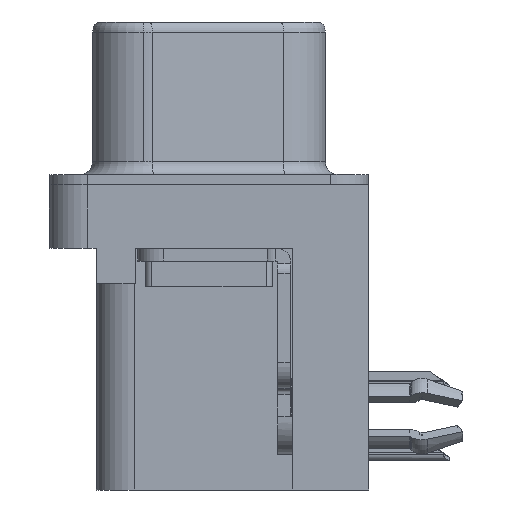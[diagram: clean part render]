
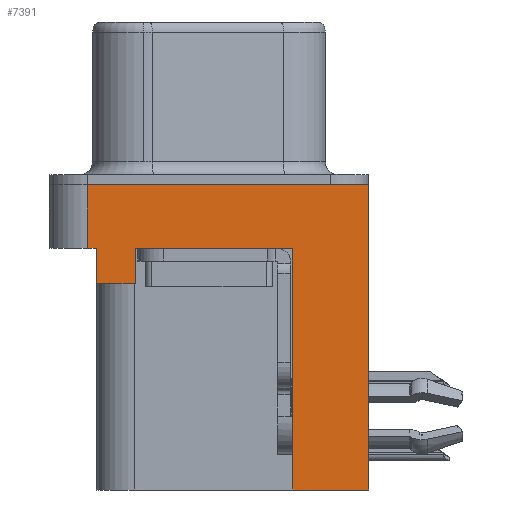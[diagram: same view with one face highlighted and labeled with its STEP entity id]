
A CAD part, left-side view. The second image highlights one B-rep face of the part: STEP entity #7391.
In plain terms, the highlighted planar face has unit normal (-1, 0, 0).
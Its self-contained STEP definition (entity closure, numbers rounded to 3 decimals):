
#30 = PLANE ( 'NONE',  #18021 ) ;
#165 = LINE ( 'NONE', #24761, #5471 ) ;
#241 = EDGE_CURVE ( 'NONE', #12547, #24611, #11374, .T. ) ;
#361 = LINE ( 'NONE', #26468, #22726 ) ;
#1005 = CARTESIAN_POINT ( 'NONE',  ( -2.91, 2.895, -3.9 ) ) ;
#1516 = ORIENTED_EDGE ( 'NONE', *, *, #241, .T. ) ;
#1541 = VERTEX_POINT ( 'NONE', #26883 ) ;
#2113 = CARTESIAN_POINT ( 'NONE',  ( -2.91, 4.775, -2.5 ) ) ;
#2587 = EDGE_CURVE ( 'NONE', #6561, #24611, #15460, .T. ) ;
#2733 = ORIENTED_EDGE ( 'NONE', *, *, #23701, .F. ) ;
#2968 = CARTESIAN_POINT ( 'NONE',  ( -2.91, -3.295, -12. ) ) ;
#2990 = EDGE_CURVE ( 'NONE', #15953, #24567, #361, .T. ) ;
#3316 = FACE_OUTER_BOUND ( 'NONE', #12134, .T. ) ;
#4765 = DIRECTION ( 'NONE',  ( 0., -1., 0. ) ) ;
#5174 = ORIENTED_EDGE ( 'NONE', *, *, #13163, .T. ) ;
#5471 = VECTOR ( 'NONE', #26766, 1000. ) ;
#6021 = VECTOR ( 'NONE', #22986, 1000. ) ;
#6561 = VERTEX_POINT ( 'NONE', #14711 ) ;
#6711 = VECTOR ( 'NONE', #25130, 1000. ) ;
#6937 = CARTESIAN_POINT ( 'NONE',  ( -2.91, 2.895, -2.5 ) ) ;
#7391 = ADVANCED_FACE ( 'NONE', ( #3316 ), #30, .T. ) ;
#7683 = VECTOR ( 'NONE', #26955, 1000. ) ;
#8663 = EDGE_CURVE ( 'NONE', #25116, #15953, #15104, .T. ) ;
#8902 = DIRECTION ( 'NONE',  ( 0., 0., 1. ) ) ;
#8962 = CARTESIAN_POINT ( 'NONE',  ( -2.91, -6.275, -2.5 ) ) ;
#9081 = VERTEX_POINT ( 'NONE', #21438 ) ;
#10018 = EDGE_CURVE ( 'NONE', #12157, #9081, #11812, .T. ) ;
#10843 = ORIENTED_EDGE ( 'NONE', *, *, #2587, .F. ) ;
#11296 = ORIENTED_EDGE ( 'NONE', *, *, #2990, .T. ) ;
#11374 = LINE ( 'NONE', #8962, #22858 ) ;
#11581 = DIRECTION ( 'NONE',  ( 0., -1., 0. ) ) ;
#11811 = CARTESIAN_POINT ( 'NONE',  ( -2.91, -6.275, -2.5 ) ) ;
#11812 = LINE ( 'NONE', #2968, #13561 ) ;
#12134 = EDGE_LOOP ( 'NONE', ( #12802, #13611, #1516, #10843, #2733, #17265, #11296, #21229, #20384, #5174 ) ) ;
#12157 = VERTEX_POINT ( 'NONE', #26954 ) ;
#12547 = VERTEX_POINT ( 'NONE', #24745 ) ;
#12802 = ORIENTED_EDGE ( 'NONE', *, *, #15663, .F. ) ;
#13079 = DIRECTION ( 'NONE',  ( 0., 0., 1. ) ) ;
#13163 = EDGE_CURVE ( 'NONE', #12157, #23663, #15462, .T. ) ;
#13387 = VECTOR ( 'NONE', #11581, 1000. ) ;
#13561 = VECTOR ( 'NONE', #20535, 1000. ) ;
#13611 = ORIENTED_EDGE ( 'NONE', *, *, #28657, .F. ) ;
#14020 = LINE ( 'NONE', #19584, #24098 ) ;
#14242 = CARTESIAN_POINT ( 'NONE',  ( -2.91, -6.275, 0. ) ) ;
#14711 = CARTESIAN_POINT ( 'NONE',  ( -2.91, 4.425, -3.9 ) ) ;
#15104 = LINE ( 'NONE', #15364, #20299 ) ;
#15364 = CARTESIAN_POINT ( 'NONE',  ( -2.91, 2.895, -3.9 ) ) ;
#15460 = LINE ( 'NONE', #23077, #6021 ) ;
#15462 = LINE ( 'NONE', #21182, #6711 ) ;
#15660 = CARTESIAN_POINT ( 'NONE',  ( -2.91, -3.295, -2.5 ) ) ;
#15663 = EDGE_CURVE ( 'NONE', #1541, #23663, #18591, .T. ) ;
#15953 = VERTEX_POINT ( 'NONE', #6937 ) ;
#16785 = DIRECTION ( 'NONE',  ( -1., 0., 0. ) ) ;
#17265 = ORIENTED_EDGE ( 'NONE', *, *, #8663, .T. ) ;
#18021 = AXIS2_PLACEMENT_3D ( 'NONE', #11811, #16785, #13079 ) ;
#18591 = LINE ( 'NONE', #14242, #13387 ) ;
#19538 = DIRECTION ( 'NONE',  ( 0., -1., 0. ) ) ;
#19584 = CARTESIAN_POINT ( 'NONE',  ( -2.91, 4.425, -3.9 ) ) ;
#20299 = VECTOR ( 'NONE', #8902, 1000. ) ;
#20384 = ORIENTED_EDGE ( 'NONE', *, *, #10018, .F. ) ;
#20535 = DIRECTION ( 'NONE',  ( 0., 1., 0. ) ) ;
#21182 = CARTESIAN_POINT ( 'NONE',  ( -2.91, -6.275, -2.5 ) ) ;
#21229 = ORIENTED_EDGE ( 'NONE', *, *, #25884, .F. ) ;
#21438 = CARTESIAN_POINT ( 'NONE',  ( -2.91, -3.295, -12. ) ) ;
#22726 = VECTOR ( 'NONE', #19538, 1000. ) ;
#22858 = VECTOR ( 'NONE', #4765, 1000. ) ;
#22986 = DIRECTION ( 'NONE',  ( 0., 0., 1. ) ) ;
#23077 = CARTESIAN_POINT ( 'NONE',  ( -2.91, 4.425, -3.9 ) ) ;
#23381 = LINE ( 'NONE', #2113, #7683 ) ;
#23663 = VERTEX_POINT ( 'NONE', #25694 ) ;
#23673 = DIRECTION ( 'NONE',  ( 0., 1., 0. ) ) ;
#23701 = EDGE_CURVE ( 'NONE', #25116, #6561, #14020, .T. ) ;
#24098 = VECTOR ( 'NONE', #23673, 1000. ) ;
#24567 = VERTEX_POINT ( 'NONE', #15660 ) ;
#24611 = VERTEX_POINT ( 'NONE', #24777 ) ;
#24745 = CARTESIAN_POINT ( 'NONE',  ( -2.91, 4.775, -2.5 ) ) ;
#24761 = CARTESIAN_POINT ( 'NONE',  ( -2.91, -3.295, -12. ) ) ;
#24777 = CARTESIAN_POINT ( 'NONE',  ( -2.91, 4.425, -2.5 ) ) ;
#25116 = VERTEX_POINT ( 'NONE', #1005 ) ;
#25130 = DIRECTION ( 'NONE',  ( 0., 0., 1. ) ) ;
#25694 = CARTESIAN_POINT ( 'NONE',  ( -2.91, -6.275, 0. ) ) ;
#25884 = EDGE_CURVE ( 'NONE', #9081, #24567, #165, .T. ) ;
#26468 = CARTESIAN_POINT ( 'NONE',  ( -2.91, -6.275, -2.5 ) ) ;
#26766 = DIRECTION ( 'NONE',  ( 0., 0., 1. ) ) ;
#26883 = CARTESIAN_POINT ( 'NONE',  ( -2.91, 4.775, 0. ) ) ;
#26954 = CARTESIAN_POINT ( 'NONE',  ( -2.91, -6.275, -12. ) ) ;
#26955 = DIRECTION ( 'NONE',  ( 0., 0., 1. ) ) ;
#28657 = EDGE_CURVE ( 'NONE', #12547, #1541, #23381, .T. ) ;
